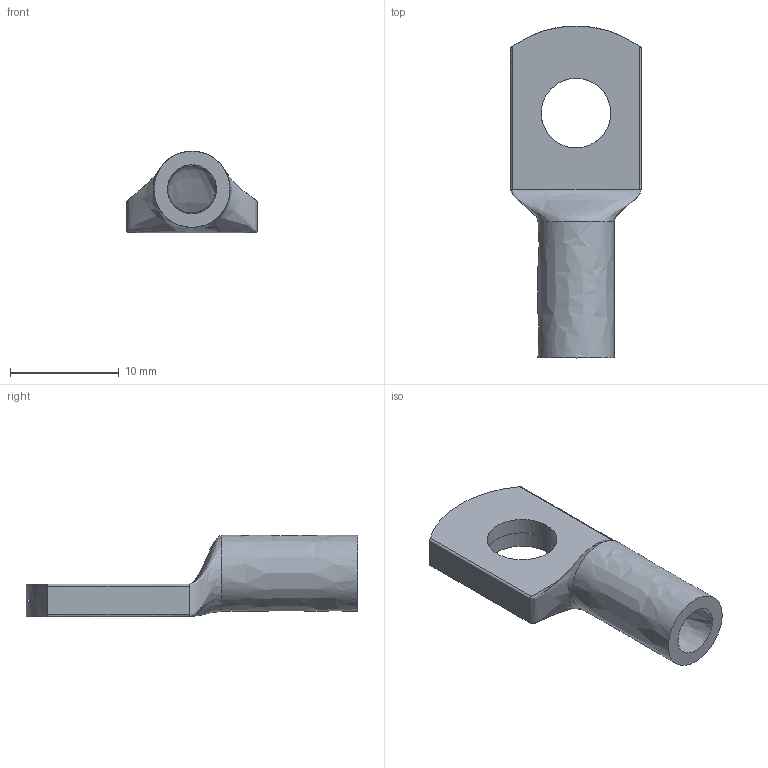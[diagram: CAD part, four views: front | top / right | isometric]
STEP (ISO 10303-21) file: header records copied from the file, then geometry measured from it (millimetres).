
FILE_DESCRIPTION(/* description */ ('Unknown'),/* implementation_level */ '2;1');
FILE_NAME(/* name */ '5580610',/* time_stamp */ '2018-07-11T07:10:18+02:00',/* author */ ('Unknown'),/* organization */ ('Unknown'),/* preprocessor_version */ 'ST-DEVELOPER v16.7',/* originating_system */ 'DEX',/* authorisation */ $);
FILE_SCHEMA (('AUTOMOTIVE_DESIGN {1 0 10303 214 3 1 1}'));
Length unit declared in the file: millimetre
Products named in the file (1): 5580610
Bounding box: 12 x 30.5 x 7.5 mm (x, y, z)
Volume: 792.8 mm3; surface area: 1261 mm2
Topology: 1 solids, 1 shells, 22 faces, 74 edges, 54 vertices
Faces by surface type: bspline 12, plane 7, cylinder 3
Full cylindrical faces by diameter (mm): 6.4 x2
Entity records: 1405 total; most frequent: CARTESIAN_POINT 783, ORIENTED_EDGE 136, DIRECTION 110, EDGE_CURVE 68, VERTEX_POINT 52, AXIS2_PLACEMENT_3D 46, CIRCLE 35, EDGE_LOOP 32
